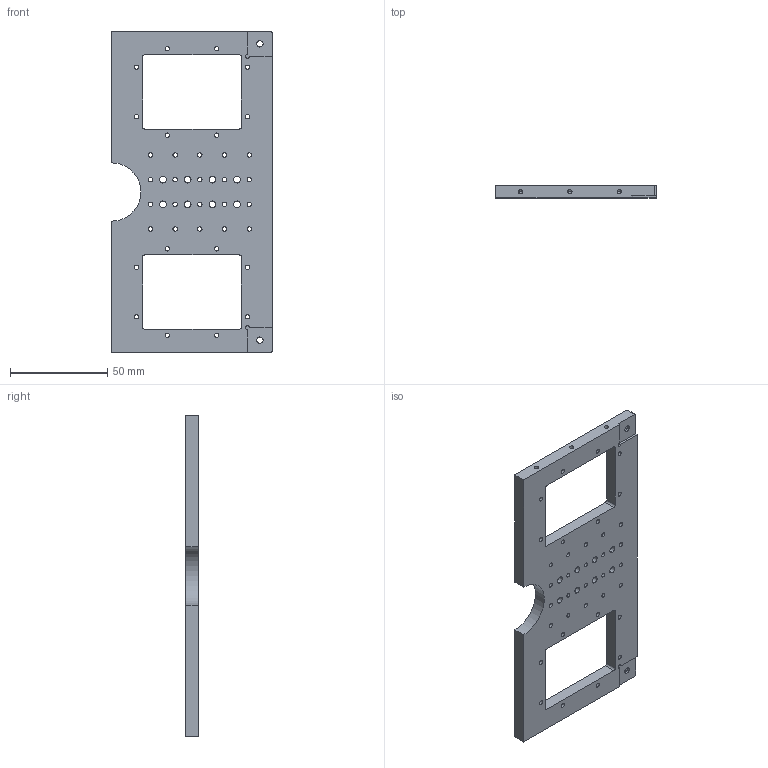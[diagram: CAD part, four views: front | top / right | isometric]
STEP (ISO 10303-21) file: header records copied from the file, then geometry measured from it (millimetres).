
FILE_DESCRIPTION (( 'STEP AP214' ), '1' );
FILE_NAME ('Top 40K plate.STEP', '2024-06-12T21:42:26', ( '' ), ( '' ), 'SwSTEP 2.0', 'SolidWorks 2023', '' );
FILE_SCHEMA (( 'AUTOMOTIVE_DESIGN' ));
Length unit declared in the file: millimetre
Products named in the file (1): Top 40K plate
Bounding box: 82.55 x 6.35 x 165.1 mm (x, y, z)
Volume: 57141.4 mm3; surface area: 26906.2 mm2
Topology: 1 solids, 1 shells, 181 faces, 507 edges, 318 vertices
Faces by surface type: cylinder 134, cone 24, plane 23
Entity records: 5984 total; most frequent: DIRECTION 1115, CARTESIAN_POINT 983, ORIENTED_EDGE 966, EDGE_CURVE 483, AXIS2_PLACEMENT_3D 450, VERTEX_POINT 318, EDGE_LOOP 291, CIRCLE 268
